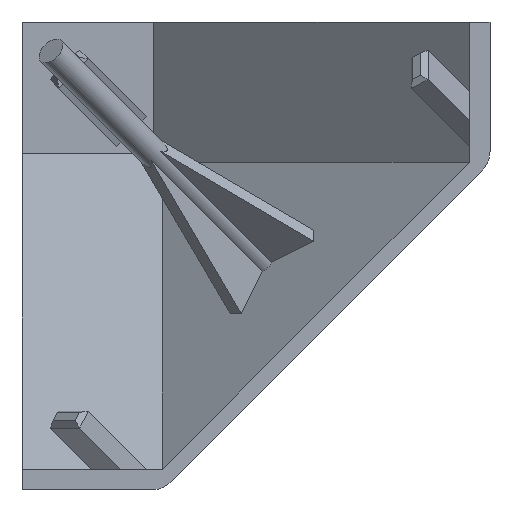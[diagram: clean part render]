
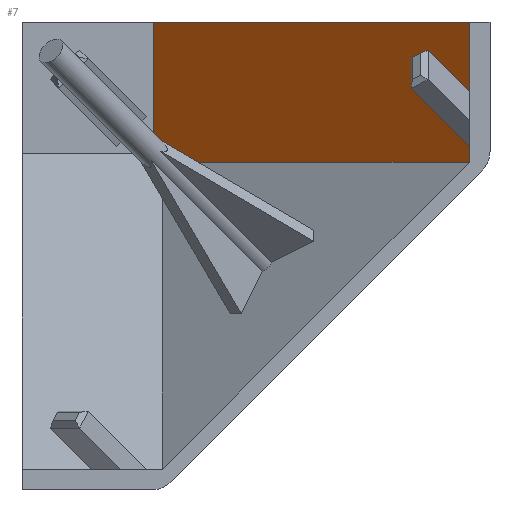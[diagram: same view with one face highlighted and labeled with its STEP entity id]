
A CAD part, front view. The second image highlights one B-rep face of the part: STEP entity #7.
In plain terms, the highlighted planar face has unit normal (-0.707, -0.707, 0).
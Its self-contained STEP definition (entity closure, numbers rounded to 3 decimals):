
#7 = ADVANCED_FACE ( 'NONE', ( #274 ), #275, .F. ) ;
#9 = ORIENTED_EDGE ( 'NONE', *, *, #1924, .F. ) ;
#13 = ORIENTED_EDGE ( 'NONE', *, *, #25, .F. ) ;
#15 = ORIENTED_EDGE ( 'NONE', *, *, #241, .T. ) ;
#20 = EDGE_CURVE ( 'NONE', #1970, #238, #253, .T. ) ;
#25 = EDGE_CURVE ( 'NONE', #1739, #2115, #299, .T. ) ;
#41 = ORIENTED_EDGE ( 'NONE', *, *, #1976, .T. ) ;
#238 = VERTEX_POINT ( 'NONE', #603 ) ;
#241 = EDGE_CURVE ( 'NONE', #238, #1927, #634, .T. ) ;
#251 = DIRECTION ( 'NONE',  ( 0.577, -0.577, -0.577 ) ) ;
#252 = VECTOR ( 'NONE', #251, 1000. ) ;
#253 = LINE ( 'NONE', #264, #252 ) ;
#262 = DIRECTION ( 'NONE',  ( -0.707, 0.707, 0. ) ) ;
#264 = CARTESIAN_POINT ( 'NONE',  ( 8.448, 47.224, 5.052 ) ) ;
#272 = AXIS2_PLACEMENT_3D ( 'NONE', #277, #273, #262 ) ;
#273 = DIRECTION ( 'NONE',  ( 0.707, 0.707, 0. ) ) ;
#274 = FACE_OUTER_BOUND ( 'NONE', #1956, .T. ) ;
#275 = PLANE ( 'NONE',  #272 ) ;
#277 = CARTESIAN_POINT ( 'NONE',  ( 12.672, 43., 13.5 ) ) ;
#286 = DIRECTION ( 'NONE',  ( 0.707, -0.707, 0. ) ) ;
#292 = VECTOR ( 'NONE', #286, 1000. ) ;
#293 = CARTESIAN_POINT ( 'NONE',  ( 12.672, 43., 13.5 ) ) ;
#299 = LINE ( 'NONE', #293, #292 ) ;
#603 = CARTESIAN_POINT ( 'NONE',  ( 13.5, 42.172, 0. ) ) ;
#631 = DIRECTION ( 'NONE',  ( 0.707, -0.707, 0. ) ) ;
#632 = VECTOR ( 'NONE', #631, 1000. ) ;
#633 = CARTESIAN_POINT ( 'NONE',  ( 12.672, 43., 0. ) ) ;
#634 = LINE ( 'NONE', #633, #632 ) ;
#890 = CARTESIAN_POINT ( 'NONE',  ( 12.672, 43., 13.5 ) ) ;
#1193 = DIRECTION ( 'NONE',  ( 0., 0., -1. ) ) ;
#1194 = VECTOR ( 'NONE', #1193, 1000. ) ;
#1195 = CARTESIAN_POINT ( 'NONE',  ( 43., 12.672, 0. ) ) ;
#1196 = CARTESIAN_POINT ( 'NONE',  ( 43., 12.672, 13.5 ) ) ;
#1197 = LINE ( 'NONE', #1196, #1194 ) ;
#1251 = CARTESIAN_POINT ( 'NONE',  ( 12.672, 43., 0.828 ) ) ;
#1283 = DIRECTION ( 'NONE',  ( 0., 0., -1. ) ) ;
#1284 = VECTOR ( 'NONE', #1283, 1000. ) ;
#1285 = CARTESIAN_POINT ( 'NONE',  ( 12.672, 43., 13.5 ) ) ;
#1288 = LINE ( 'NONE', #1285, #1284 ) ;
#1488 = CARTESIAN_POINT ( 'NONE',  ( 43., 12.672, 13.5 ) ) ;
#1739 = VERTEX_POINT ( 'NONE', #890 ) ;
#1924 = EDGE_CURVE ( 'NONE', #2115, #1927, #1197, .T. ) ;
#1927 = VERTEX_POINT ( 'NONE', #1195 ) ;
#1956 = EDGE_LOOP ( 'NONE', ( #41, #1962, #15, #9, #13 ) ) ;
#1962 = ORIENTED_EDGE ( 'NONE', *, *, #20, .T. ) ;
#1970 = VERTEX_POINT ( 'NONE', #1251 ) ;
#1976 = EDGE_CURVE ( 'NONE', #1739, #1970, #1288, .T. ) ;
#2115 = VERTEX_POINT ( 'NONE', #1488 ) ;
